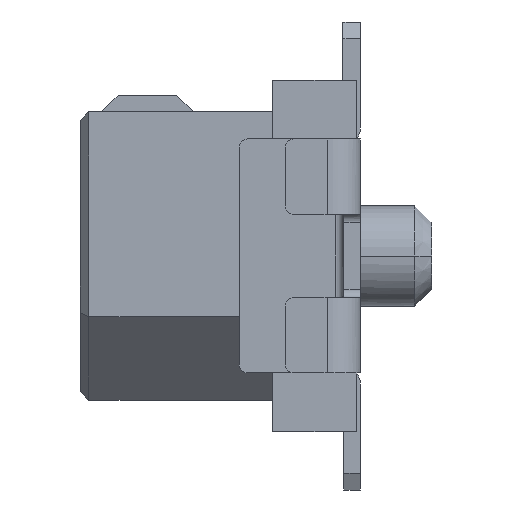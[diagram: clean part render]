
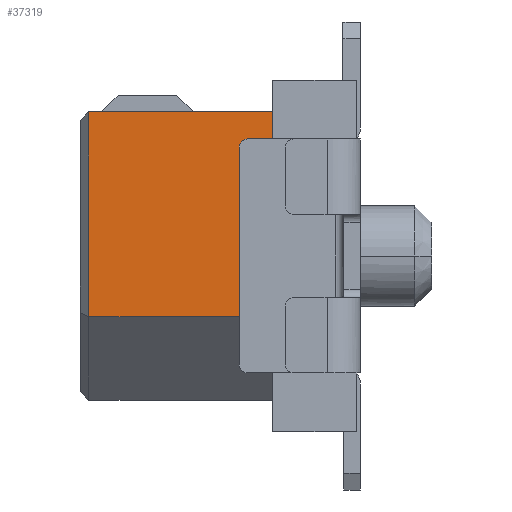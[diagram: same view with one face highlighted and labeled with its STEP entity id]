
A CAD part, left-side view. The second image highlights one B-rep face of the part: STEP entity #37319.
In plain terms, the highlighted planar face has unit normal (-1, 0, 0).
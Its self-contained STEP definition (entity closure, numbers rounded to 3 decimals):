
#1703=DIRECTION('',(0.,0.,1.));
#1704=VECTOR('',#1703,2.45);
#1705=CARTESIAN_POINT('',(-13.8,1.,-0.725));
#1706=LINE('',#1705,#1704);
#2063=DIRECTION('',(0.,1.,0.));
#2064=VECTOR('',#2063,2.2);
#2065=CARTESIAN_POINT('',(-13.8,1.,1.725));
#2066=LINE('',#2065,#2064);
#6900=DIRECTION('',(0.,0.,1.));
#6901=VECTOR('',#6900,2.45);
#6902=CARTESIAN_POINT('',(-13.8,3.2,-0.725));
#6903=LINE('',#6902,#6901);
#6904=DIRECTION('',(0.,-1.,0.));
#6905=VECTOR('',#6904,2.2);
#6906=CARTESIAN_POINT('',(-13.8,3.2,-0.725));
#6907=LINE('',#6906,#6905);
#21108=CARTESIAN_POINT('',(-13.8,1.,-0.725));
#21109=CARTESIAN_POINT('',(-13.8,1.,1.725));
#21110=VERTEX_POINT('',#21108);
#21111=VERTEX_POINT('',#21109);
#21120=CARTESIAN_POINT('',(-13.8,3.2,1.725));
#21122=VERTEX_POINT('',#21120);
#21142=CARTESIAN_POINT('',(-13.8,3.2,-0.725));
#21143=VERTEX_POINT('',#21142);
#37306=CARTESIAN_POINT('',(-13.8,1.,-1.725));
#37307=DIRECTION('',(-1.,0.,0.));
#37308=DIRECTION('',(0.,0.,1.));
#37309=AXIS2_PLACEMENT_3D('',#37306,#37307,#37308);
#37310=PLANE('',#37309);
#37312=ORIENTED_EDGE('',*,*,#37311,.T.);
#37313=ORIENTED_EDGE('',*,*,#29541,.F.);
#37314=ORIENTED_EDGE('',*,*,#29303,.F.);
#37316=ORIENTED_EDGE('',*,*,#37315,.F.);
#37317=EDGE_LOOP('',(#37312,#37313,#37314,#37316));
#37318=FACE_OUTER_BOUND('',#37317,.F.);
#29303=EDGE_CURVE('',#21110,#21111,#1706,.T.);
#29541=EDGE_CURVE('',#21111,#21122,#2066,.T.);
#37311=EDGE_CURVE('',#21143,#21122,#6903,.T.);
#37315=EDGE_CURVE('',#21143,#21110,#6907,.T.);
#37319=ADVANCED_FACE('',(#37318),#37310,.T.);
